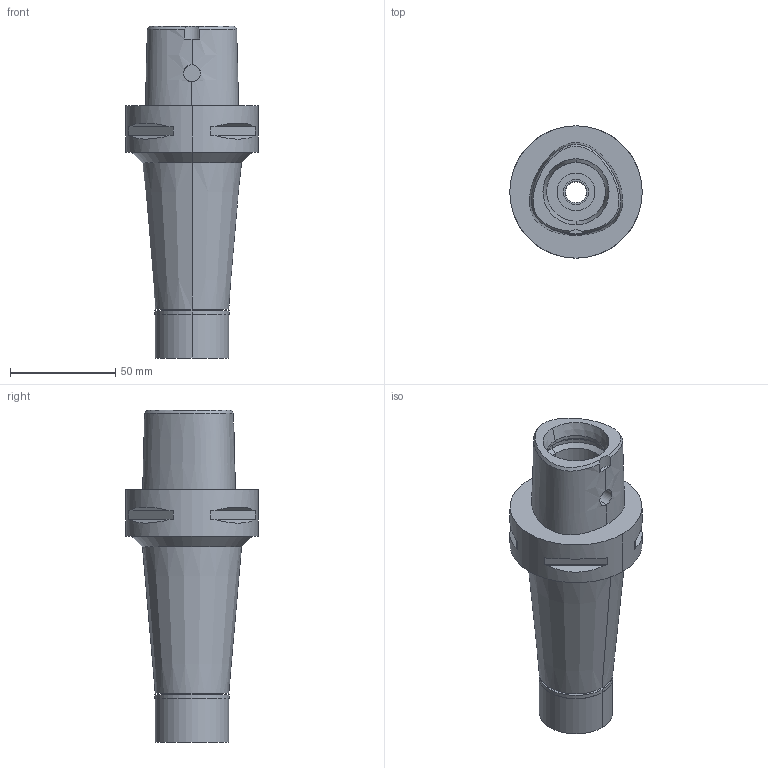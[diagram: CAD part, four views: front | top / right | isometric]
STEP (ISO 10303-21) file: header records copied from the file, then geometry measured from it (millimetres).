
FILE_DESCRIPTION((''),'2;1');
FILE_NAME('C6-MEGA10E-120-100_ASM','2018-12-26T',('ykawabe'),(''),'CREO PARAMETRIC BY PTC INC, 2016380','CREO PARAMETRIC BY PTC INC, 2016380','');
FILE_SCHEMA(('AUTOMOTIVE_DESIGN { 1 0 10303 214 1 1 1 1 }'));
Length unit declared in the file: millimetre
Products named in the file (5): C6-MEGA10E-120_1; MEC10-10AA_1; MEN10_1; DXF_TEMP_ASSY_ASM_4_ASM; C6-MEGA10E-120-100_ASM
Assembly tree (4 placements, depth 3):
  C6-MEGA10E-120-100_ASM
    DXF_TEMP_ASSY_ASM_4_ASM
      C6-MEGA10E-120_1
      MEC10-10AA_1
      MEN10_1
Bounding box: 63 x 63 x 158 mm (x, y, z)
Volume: 213082 mm3; surface area: 43214.5 mm2
Topology: 3 solids, 3 shells, 131 faces, 280 edges, 169 vertices
Faces by surface type: cylinder 53, plane 40, cone 32, bspline 4, torus 2
Entity records: 6288 total; most frequent: CARTESIAN_POINT 1666, DIRECTION 694, ORIENTED_EDGE 560, AXIS2_PLACEMENT_3D 290, PRESENTATION_STYLE_ASSIGNMENT 288, STYLED_ITEM 288, CURVE_STYLE 285, EDGE_CURVE 280
